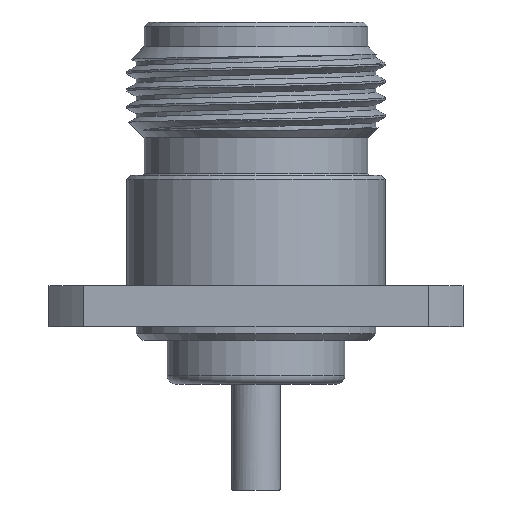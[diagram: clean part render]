
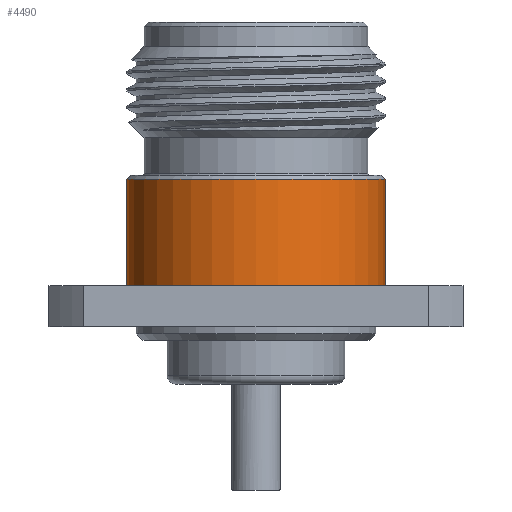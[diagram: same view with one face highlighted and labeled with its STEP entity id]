
A CAD part, front view. The second image highlights one B-rep face of the part: STEP entity #4490.
In plain terms, the highlighted cylindrical face has radius 7.938 mm (diameter 15.875 mm), a partial arc.
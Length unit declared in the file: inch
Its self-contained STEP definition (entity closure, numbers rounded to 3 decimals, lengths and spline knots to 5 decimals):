
#58 = DIRECTION ( 'NONE',  ( 0., 0., 1. ) ) ;
#59 = EDGE_CURVE ( 'NONE', #1406, #1547, #1916, .T. ) ;
#337 = CARTESIAN_POINT ( 'NONE',  ( 0.3125, 0., -0.82 ) ) ;
#420 = VECTOR ( 'NONE', #58, 39.37008 ) ;
#481 = DIRECTION ( 'NONE',  ( 0., 0., 1. ) ) ;
#562 = EDGE_CURVE ( 'NONE', #1406, #4088, #2802, .T. ) ;
#665 = CARTESIAN_POINT ( 'NONE',  ( 0., 0., -0.38 ) ) ;
#825 = VERTEX_POINT ( 'NONE', #3366 ) ;
#1086 = EDGE_LOOP ( 'NONE', ( #2496, #3512, #1682, #3461 ) ) ;
#1214 = CARTESIAN_POINT ( 'NONE',  ( 0., 0., -0.63622 ) ) ;
#1406 = VERTEX_POINT ( 'NONE', #3742 ) ;
#1547 = VERTEX_POINT ( 'NONE', #2632 ) ;
#1682 = ORIENTED_EDGE ( 'NONE', *, *, #4763, .T. ) ;
#1916 = LINE ( 'NONE', #4666, #420 ) ;
#1947 = DIRECTION ( 'NONE',  ( 0., 0., -1. ) ) ;
#2041 = DIRECTION ( 'NONE',  ( 1., 0., 0. ) ) ;
#2359 = DIRECTION ( 'NONE',  ( -1., 0., 0. ) ) ;
#2400 = FACE_OUTER_BOUND ( 'NONE', #1086, .T. ) ;
#2496 = ORIENTED_EDGE ( 'NONE', *, *, #59, .F. ) ;
#2632 = CARTESIAN_POINT ( 'NONE',  ( -0.3125, 0., -0.38 ) ) ;
#2779 = DIRECTION ( 'NONE',  ( 0., 0., 1. ) ) ;
#2802 = CIRCLE ( 'NONE', #5281, 0.3125 ) ;
#2984 = CIRCLE ( 'NONE', #3836, 0.3125 ) ;
#3044 = CYLINDRICAL_SURFACE ( 'NONE', #3243, 0.3125 ) ;
#3134 = CARTESIAN_POINT ( 'NONE',  ( 0.3125, 0., -0.63622 ) ) ;
#3243 = AXIS2_PLACEMENT_3D ( 'NONE', #3359, #481, #3797 ) ;
#3359 = CARTESIAN_POINT ( 'NONE',  ( 0., 0., -0.82 ) ) ;
#3366 = CARTESIAN_POINT ( 'NONE',  ( 0.3125, 0., -0.38 ) ) ;
#3461 = ORIENTED_EDGE ( 'NONE', *, *, #3596, .T. ) ;
#3512 = ORIENTED_EDGE ( 'NONE', *, *, #562, .T. ) ;
#3596 = EDGE_CURVE ( 'NONE', #825, #1547, #2984, .T. ) ;
#3686 = LINE ( 'NONE', #337, #5133 ) ;
#3742 = CARTESIAN_POINT ( 'NONE',  ( -0.3125, 0., -0.63622 ) ) ;
#3797 = DIRECTION ( 'NONE',  ( 1., 0., 0. ) ) ;
#3836 = AXIS2_PLACEMENT_3D ( 'NONE', #665, #1947, #2359 ) ;
#4087 = DIRECTION ( 'NONE',  ( 0., 0., 1. ) ) ;
#4088 = VERTEX_POINT ( 'NONE', #3134 ) ;
#4490 = ADVANCED_FACE ( 'NONE', ( #2400 ), #3044, .T. ) ;
#4666 = CARTESIAN_POINT ( 'NONE',  ( -0.3125, 0., -0.82 ) ) ;
#4763 = EDGE_CURVE ( 'NONE', #4088, #825, #3686, .T. ) ;
#5133 = VECTOR ( 'NONE', #2779, 39.37008 ) ;
#5281 = AXIS2_PLACEMENT_3D ( 'NONE', #1214, #4087, #2041 ) ;
